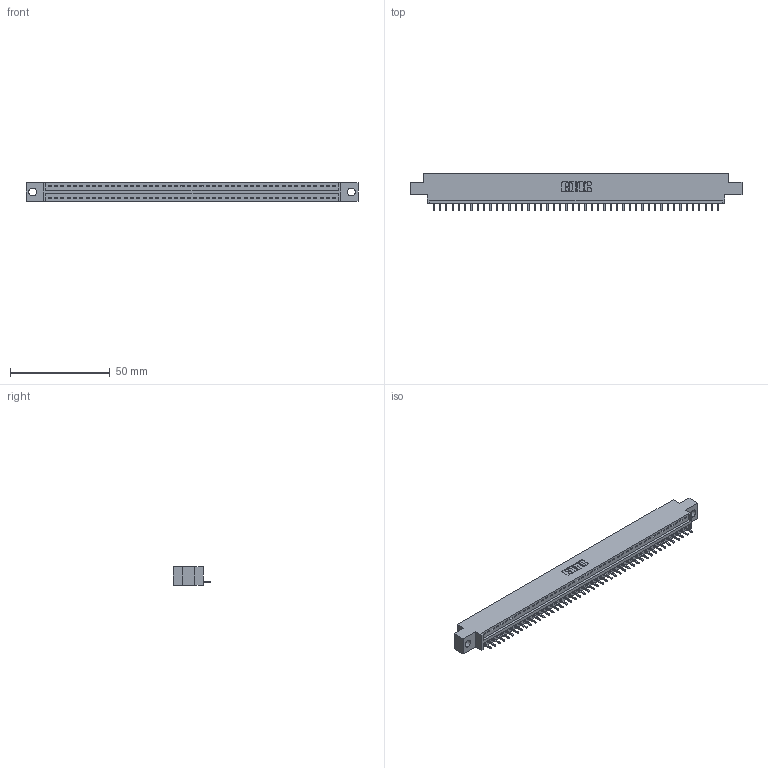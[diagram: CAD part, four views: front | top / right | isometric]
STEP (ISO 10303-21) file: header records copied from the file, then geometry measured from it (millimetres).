
FILE_DESCRIPTION (( 'STEP AP203' ), '1' );
FILE_NAME ('346-046-521-604.STEP', '2022-05-09T19:48:36', ( '' ), ( '' ), 'SwSTEP 2.0', 'SolidWorks 2020', '' );
FILE_SCHEMA (( 'CONFIG_CONTROL_DESIGN' ));
Length unit declared in the file: inch
Products named in the file (3): 346 Part_0.170 Offset - 0.156 Dia-TH; 346-046-521-604; 345-292-001_345-293-121
Assembly tree (47 placements, depth 2):
  346-046-521-604
    346 Part_0.170 Offset - 0.156 Dia-TH
    345-292-001_345-293-121  x46
Bounding box: 166.62 x 19.05 x 9.4 mm (x, y, z)
Volume: 15585.7 mm3; surface area: 19000.3 mm2
Topology: 47 solids, 47 shells, 2808 faces, 8473 edges, 5586 vertices
Faces by surface type: plane 1934, cylinder 874
Entity records: 28579 total; most frequent: CARTESIAN_POINT 4908, ORIENTED_EDGE 4886, DIRECTION 4323, EDGE_CURVE 2443, LINE 2127, VECTOR 2127, VERTEX_POINT 1626, AXIS2_PLACEMENT_3D 1098
